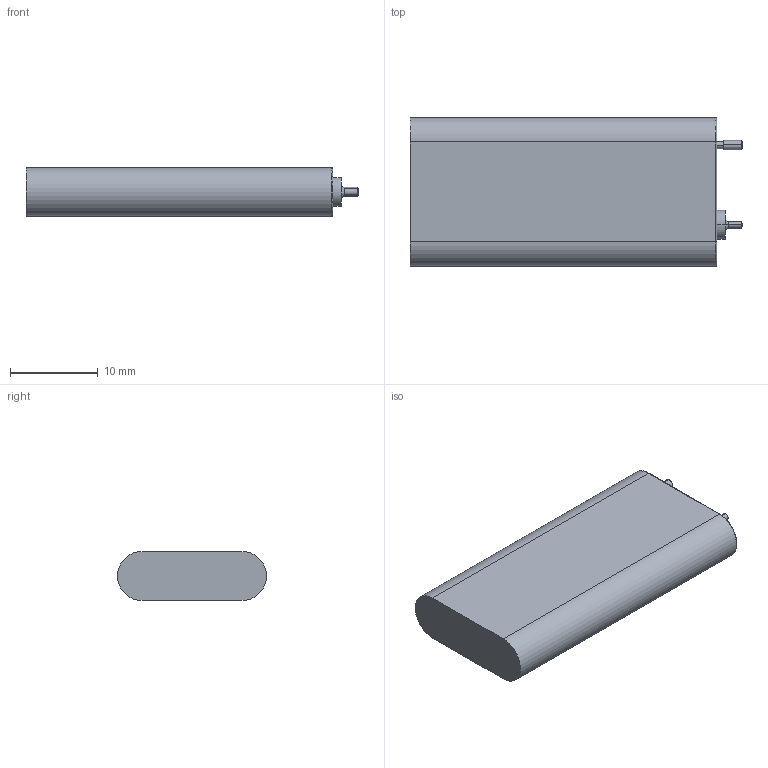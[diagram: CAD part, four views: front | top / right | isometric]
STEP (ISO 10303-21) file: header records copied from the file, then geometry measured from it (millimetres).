
FILE_DESCRIPTION (( 'STEP AP203' ), '1' );
FILE_NAME ('NNP-DWG-115-005-000 SA, Battery.STEP', '2024-08-21T19:11:10', ( '' ), ( '' ), 'SwSTEP 2.0', 'SolidWorks 2024', '' );
FILE_SCHEMA (( 'CONFIG_CONTROL_DESIGN' ));
Length unit declared in the file: inch
Products named in the file (4): NNP-DWG-115-005-000 SA, Battery; NNP-DWG-110-023-000 Battery, Quallion; NNP-DWG-110-024-001 Battery, Large Sleeve; NNP-DWG-110-024-002 Battery, Small Sleeve
Assembly tree (3 placements, depth 2):
  NNP-DWG-115-005-000 SA, Battery
    NNP-DWG-110-023-000 Battery, Quallion
    NNP-DWG-110-024-001 Battery, Large Sleeve
    NNP-DWG-110-024-002 Battery, Small Sleeve
Bounding box: 37.88 x 16.99 x 5.59 mm (x, y, z)
Volume: 3099.2 mm3; surface area: 1625.3 mm2
Topology: 3 solids, 3 shells, 33 faces, 66 edges, 42 vertices
Faces by surface type: cylinder 18, plane 11, cone 2, torus 2
Entity records: 1302 total; most frequent: DIRECTION 184, CARTESIAN_POINT 147, ORIENTED_EDGE 132, AXIS2_PLACEMENT_3D 79, EDGE_CURVE 66, VERTEX_POINT 42, EDGE_LOOP 40, CIRCLE 40
